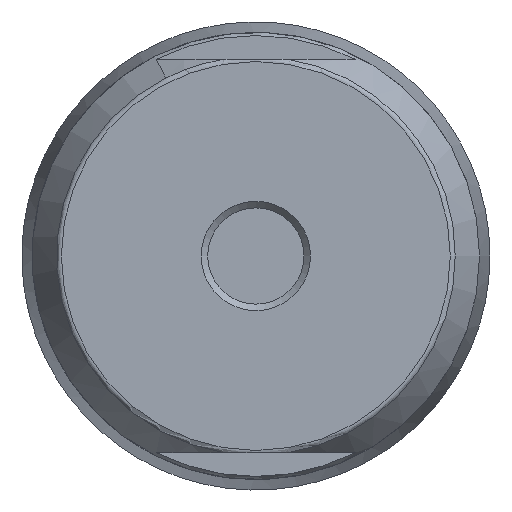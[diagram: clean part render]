
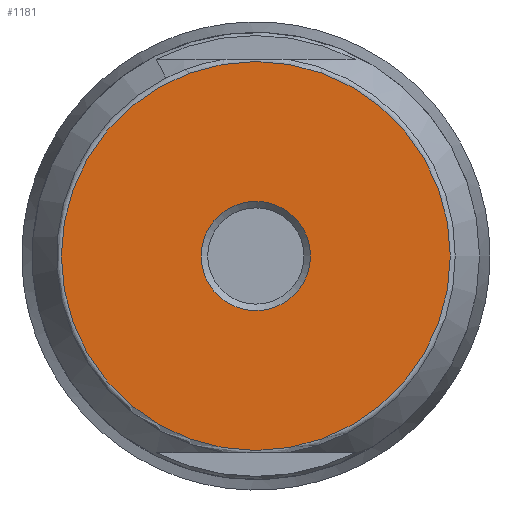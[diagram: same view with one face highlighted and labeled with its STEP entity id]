
A CAD part, front view. The second image highlights one B-rep face of the part: STEP entity #1181.
In plain terms, the highlighted planar face has unit normal (0, -1, 0).
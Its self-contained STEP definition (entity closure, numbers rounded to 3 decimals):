
#100=PLANE('',#1379);
#402=ORIENTED_EDGE('',*,*,#582,.F.);
#403=ORIENTED_EDGE('',*,*,#567,.T.);
#567=EDGE_CURVE('',#684,#684,#770,.T.);
#582=EDGE_CURVE('',#700,#700,#785,.T.);
#684=VERTEX_POINT('',#2056);
#700=VERTEX_POINT('',#2103);
#770=CIRCLE('',#1349,17.302);
#785=CIRCLE('',#1380,4.864);
#905=EDGE_LOOP('',(#402));
#906=EDGE_LOOP('',(#403));
#1056=FACE_BOUND('',#905,.T.);
#1057=FACE_BOUND('',#906,.T.);
#1181=ADVANCED_FACE('',(#1056,#1057),#100,.F.);
#1349=AXIS2_PLACEMENT_3D('',#2055,#1636,#1637);
#1379=AXIS2_PLACEMENT_3D('',#2101,#1696,#1697);
#1380=AXIS2_PLACEMENT_3D('',#2102,#1698,#1699);
#1636=DIRECTION('',(0.,-1.,0.));
#1637=DIRECTION('',(0.,0.,-1.));
#1696=DIRECTION('',(0.,1.,0.));
#1697=DIRECTION('',(0.,0.,1.));
#1698=DIRECTION('',(0.,-1.,0.));
#1699=DIRECTION('',(0.,0.,-1.));
#2055=CARTESIAN_POINT('',(0.,-53.,0.));
#2056=CARTESIAN_POINT('',(0.,-53.,-17.302));
#2101=CARTESIAN_POINT('',(17.302,-53.,0.));
#2102=CARTESIAN_POINT('',(0.,-53.,0.));
#2103=CARTESIAN_POINT('',(0.,-53.,-4.864));
